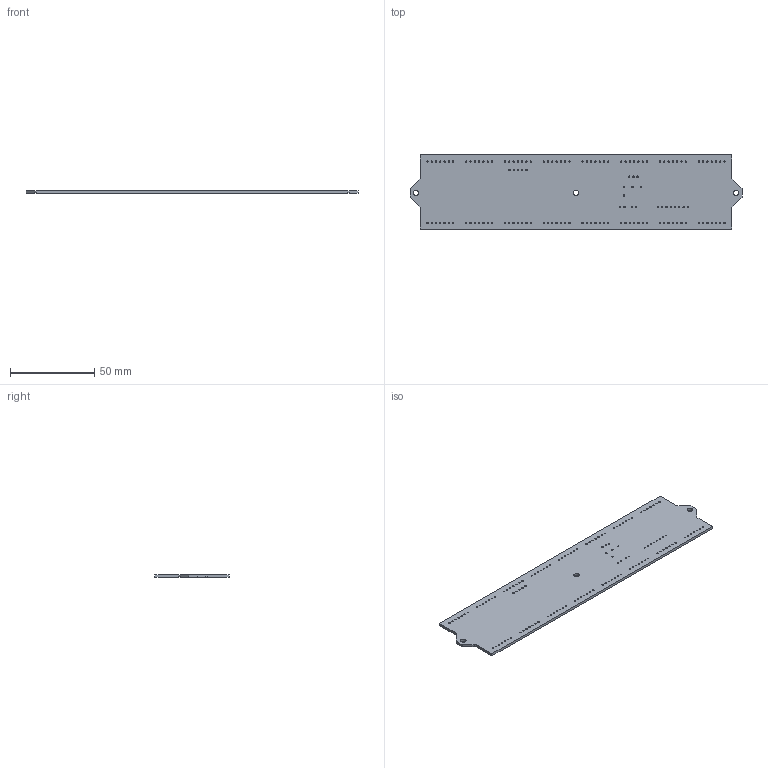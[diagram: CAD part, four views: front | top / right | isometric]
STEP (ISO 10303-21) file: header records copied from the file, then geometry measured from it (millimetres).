
FILE_DESCRIPTION(('KiCad electronic assembly'),'2;1');
FILE_NAME('nixie_display_board.step','2019-07-05T21:49:01',('An Author') ,('A Company'),'Open CASCADE STEP processor 6.9', 'KiCad to STEP converter','Unknown');
FILE_SCHEMA(('AUTOMOTIVE_DESIGN { 1 0 10303 214 1 1 1 1 }'));
Length unit declared in the file: millimetre
Products named in the file (2): Open CASCADE STEP translator 6.9 1; COMPOUND
Assembly tree (1 placements, depth 2):
  Open CASCADE STEP translator 6.9 1
    COMPOUND
Bounding box: 197 x 44 x 1.6 mm (x, y, z)
Volume: 13095.5 mm3; surface area: 17691.6 mm2
Topology: 1 solids, 1 shells, 157 faces, 465 edges, 310 vertices
Faces by surface type: cylinder 139, plane 18
Full cylindrical faces by diameter (mm): 0.762 x129, 0.8 x4, 1 x3, 3.2 x3
Entity records: 12899 total; most frequent: CARTESIAN_POINT 3532, DIRECTION 1713, ORIENTED_EDGE 930, PCURVE 930, DEFINITIONAL_REPRESENTATION 930, LINE 839, VECTOR 839, EDGE_CURVE 465
